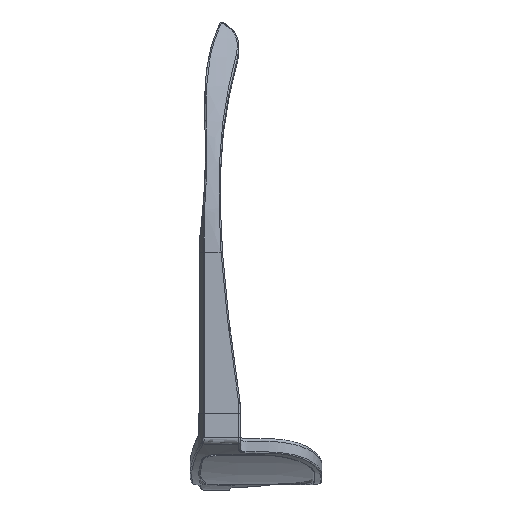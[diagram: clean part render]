
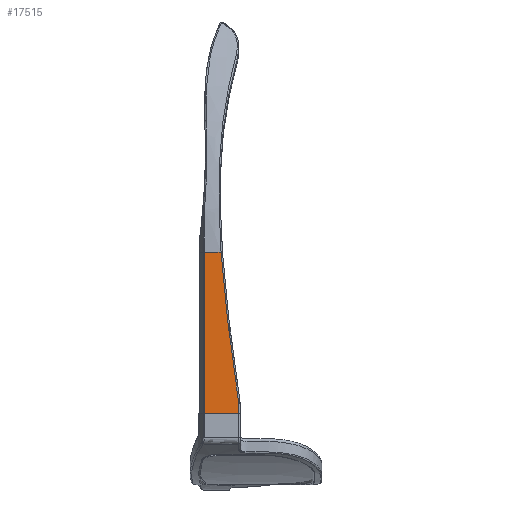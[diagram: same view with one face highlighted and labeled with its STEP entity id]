
A CAD part, left-side view. The second image highlights one B-rep face of the part: STEP entity #17515.
In plain terms, the highlighted free-form (B-spline) face has degree [1, 1] with [2, 2] control points.
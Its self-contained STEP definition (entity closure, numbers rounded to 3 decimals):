
#16895 = VERTEX_POINT('',#16896);
#16896 = CARTESIAN_POINT('',(0.163,76.826,
    111.397));
#16902 = EDGE_CURVE('',#16895,#16903,#16905,.T.);
#16903 = VERTEX_POINT('',#16904);
#16904 = CARTESIAN_POINT('',(0.163,87.988,
    111.397));
#16905 = B_SPLINE_CURVE_WITH_KNOTS('',3,(#16906,#16907,#16908,#16909),
  .UNSPECIFIED.,.F.,.F.,(4,4),(0.,1.),.PIECEWISE_BEZIER_KNOTS.);
#16906 = CARTESIAN_POINT('',(0.163,76.826,
    111.397));
#16907 = CARTESIAN_POINT('',(0.163,80.547,
    111.397));
#16908 = CARTESIAN_POINT('',(0.163,84.268,
    111.397));
#16909 = CARTESIAN_POINT('',(0.163,87.988,
    111.397));
#17090 = EDGE_CURVE('',#17091,#16895,#17093,.T.);
#17091 = VERTEX_POINT('',#17092);
#17092 = CARTESIAN_POINT('',(0.163,76.826,
    114.781));
#17093 = B_SPLINE_CURVE_WITH_KNOTS('',1,(#17094,#17095),.UNSPECIFIED.,
  .F.,.F.,(2,2),(136.325,140.),.PIECEWISE_BEZIER_KNOTS.);
#17094 = CARTESIAN_POINT('',(0.163,76.826,
    114.781));
#17095 = CARTESIAN_POINT('',(0.163,76.826,
    111.397));
#17248 = VERTEX_POINT('',#17249);
#17249 = CARTESIAN_POINT('',(0.164,82.586,
    164.014));
#17260 = EDGE_CURVE('',#17248,#17091,#17261,.T.);
#17261 = B_SPLINE_CURVE_WITH_KNOTS('',3,(#17262,#17263,#17264,#17265,
    #17266,#17267),.UNSPECIFIED.,.F.,.F.,(4,2,4),(-0.005,
    0.022,0.049),.UNSPECIFIED.);
#17262 = CARTESIAN_POINT('',(0.164,82.586,
    164.014));
#17263 = CARTESIAN_POINT('',(0.163,82.02,
    155.763));
#17264 = CARTESIAN_POINT('',(0.163,81.179,
    147.544));
#17265 = CARTESIAN_POINT('',(0.163,79.192,
    131.141));
#17266 = CARTESIAN_POINT('',(0.163,78.043,
    122.957));
#17267 = CARTESIAN_POINT('',(0.163,76.826,
    114.781));
#17515 = ADVANCED_FACE('',(#17516),#17535,.F.);
#17516 = FACE_BOUND('',#17517,.F.);
#17517 = EDGE_LOOP('',(#17518,#17525,#17532,#17533,#17534));
#17518 = ORIENTED_EDGE('',*,*,#17519,.F.);
#17519 = EDGE_CURVE('',#17520,#16903,#17522,.T.);
#17520 = VERTEX_POINT('',#17521);
#17521 = CARTESIAN_POINT('',(0.166,87.988,
    163.973));
#17522 = B_SPLINE_CURVE_WITH_KNOTS('',1,(#17523,#17524),.UNSPECIFIED.,
  .F.,.F.,(2,2),(85.399,142.5),.PIECEWISE_BEZIER_KNOTS.);
#17523 = CARTESIAN_POINT('',(0.163,87.988,
    163.973));
#17524 = CARTESIAN_POINT('',(0.163,87.988,
    111.397));
#17525 = ORIENTED_EDGE('',*,*,#17526,.F.);
#17526 = EDGE_CURVE('',#17248,#17520,#17527,.T.);
#17527 = B_SPLINE_CURVE_WITH_KNOTS('',3,(#17528,#17529,#17530,#17531),
  .UNSPECIFIED.,.F.,.F.,(4,4),(0.,1.),.PIECEWISE_BEZIER_KNOTS.);
#17528 = CARTESIAN_POINT('',(0.164,82.586,
    164.014));
#17529 = CARTESIAN_POINT('',(0.163,84.387,
    164.001));
#17530 = CARTESIAN_POINT('',(0.163,86.188,
    163.987));
#17531 = CARTESIAN_POINT('',(0.166,87.988,
    163.973));
#17532 = ORIENTED_EDGE('',*,*,#17260,.T.);
#17533 = ORIENTED_EDGE('',*,*,#17090,.T.);
#17534 = ORIENTED_EDGE('',*,*,#16902,.T.);
#17535 = B_SPLINE_SURFACE_WITH_KNOTS('',1,1,(
    (#17536,#17537)
    ,(#17538,#17539
    )),.UNSPECIFIED.,.F.,.F.,.F.,(2,2),(2,2),(-140.,-82.855),(
    -12.622,-0.5),.PIECEWISE_BEZIER_KNOTS.);
#17536 = CARTESIAN_POINT('',(0.163,87.988,
    111.397));
#17537 = CARTESIAN_POINT('',(0.163,76.826,
    111.397));
#17538 = CARTESIAN_POINT('',(0.163,87.988,
    164.014));
#17539 = CARTESIAN_POINT('',(0.163,76.826,
    164.014));
